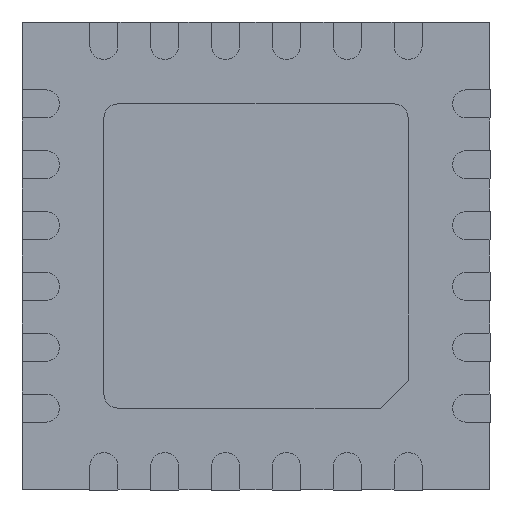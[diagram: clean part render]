
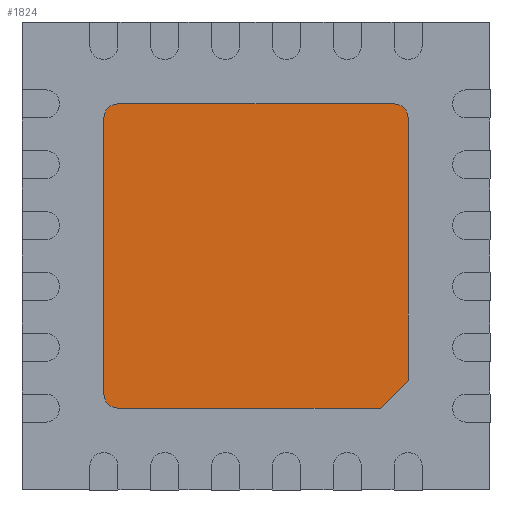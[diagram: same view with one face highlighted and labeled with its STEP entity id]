
A CAD part, front view. The second image highlights one B-rep face of the part: STEP entity #1824.
In plain terms, the highlighted planar face has unit normal (0, -1, 0).
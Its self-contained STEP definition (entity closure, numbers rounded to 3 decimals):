
#7 = FACE_OUTER_BOUND ( 'NONE', #7010, .T. ) ;
#15 = AXIS2_PLACEMENT_3D ( 'NONE', #2081, #6513, #3352 ) ;
#35 = VERTEX_POINT ( 'NONE', #1215 ) ;
#44 = VECTOR ( 'NONE', #5535, 1000. ) ;
#494 = CARTESIAN_POINT ( 'NONE',  ( -1.625, 0., -1.475 ) ) ;
#517 = CARTESIAN_POINT ( 'NONE',  ( 1.325, 0., -1.625 ) ) ;
#718 = CARTESIAN_POINT ( 'NONE',  ( -1.475, 0., 1.475 ) ) ;
#807 = EDGE_CURVE ( 'NONE', #3575, #1428, #3430, .T. ) ;
#822 = CARTESIAN_POINT ( 'NONE',  ( -1.625, 0., -1.475 ) ) ;
#853 = LINE ( 'NONE', #4131, #6213 ) ;
#893 = CARTESIAN_POINT ( 'NONE',  ( 1.625, 0., -1.325 ) ) ;
#1023 = VERTEX_POINT ( 'NONE', #822 ) ;
#1029 = LINE ( 'NONE', #494, #4778 ) ;
#1215 = CARTESIAN_POINT ( 'NONE',  ( -1.475, 0., 1.625 ) ) ;
#1268 = VERTEX_POINT ( 'NONE', #3618 ) ;
#1299 = DIRECTION ( 'NONE',  ( 1., 0., 0. ) ) ;
#1428 = VERTEX_POINT ( 'NONE', #517 ) ;
#1544 = ORIENTED_EDGE ( 'NONE', *, *, #2685, .F. ) ;
#1561 = CARTESIAN_POINT ( 'NONE',  ( 1.625, 0., 1.475 ) ) ;
#1605 = AXIS2_PLACEMENT_3D ( 'NONE', #4450, #4994, #6525 ) ;
#1650 = VERTEX_POINT ( 'NONE', #3574 ) ;
#1824 = ADVANCED_FACE ( 'NONE', ( #7 ), #6673, .F. ) ;
#1867 = AXIS2_PLACEMENT_3D ( 'NONE', #718, #2929, #5026 ) ;
#2005 = ORIENTED_EDGE ( 'NONE', *, *, #4606, .F. ) ;
#2073 = ORIENTED_EDGE ( 'NONE', *, *, #6265, .T. ) ;
#2081 = CARTESIAN_POINT ( 'NONE',  ( 1.475, 0., 1.475 ) ) ;
#2093 = EDGE_CURVE ( 'NONE', #1268, #6266, #3711, .T. ) ;
#2583 = EDGE_CURVE ( 'NONE', #1428, #1268, #853, .T. ) ;
#2685 = EDGE_CURVE ( 'NONE', #3575, #1023, #3109, .T. ) ;
#2701 = CARTESIAN_POINT ( 'NONE',  ( 1.475, 0., 1.625 ) ) ;
#2929 = DIRECTION ( 'NONE',  ( 0., 1., 0. ) ) ;
#3109 = CIRCLE ( 'NONE', #7128, 0.15 ) ;
#3126 = CIRCLE ( 'NONE', #15, 0.15 ) ;
#3199 = DIRECTION ( 'NONE',  ( 0., 0., -1. ) ) ;
#3352 = DIRECTION ( 'NONE',  ( 0., 0., -1. ) ) ;
#3402 = ORIENTED_EDGE ( 'NONE', *, *, #5369, .T. ) ;
#3430 = LINE ( 'NONE', #3972, #6865 ) ;
#3574 = CARTESIAN_POINT ( 'NONE',  ( -1.625, 0., 1.475 ) ) ;
#3575 = VERTEX_POINT ( 'NONE', #3999 ) ;
#3593 = CIRCLE ( 'NONE', #1867, 0.15 ) ;
#3618 = CARTESIAN_POINT ( 'NONE',  ( 1.625, 0., -1.325 ) ) ;
#3711 = LINE ( 'NONE', #893, #3914 ) ;
#3836 = EDGE_CURVE ( 'NONE', #5494, #6266, #3126, .T. ) ;
#3914 = VECTOR ( 'NONE', #4689, 1000. ) ;
#3972 = CARTESIAN_POINT ( 'NONE',  ( -1.475, 0., -1.625 ) ) ;
#3999 = CARTESIAN_POINT ( 'NONE',  ( -1.475, 0., -1.625 ) ) ;
#4131 = CARTESIAN_POINT ( 'NONE',  ( 1.325, 0., -1.625 ) ) ;
#4450 = CARTESIAN_POINT ( 'NONE',  ( 1.475, 0., 1.475 ) ) ;
#4606 = EDGE_CURVE ( 'NONE', #1650, #35, #3593, .T. ) ;
#4689 = DIRECTION ( 'NONE',  ( 0., 0., 1. ) ) ;
#4778 = VECTOR ( 'NONE', #3199, 1000. ) ;
#4826 = DIRECTION ( 'NONE',  ( 0., 1., 0. ) ) ;
#4848 = LINE ( 'NONE', #7100, #44 ) ;
#4886 = ORIENTED_EDGE ( 'NONE', *, *, #2583, .T. ) ;
#4902 = CARTESIAN_POINT ( 'NONE',  ( -1.475, 0., -1.475 ) ) ;
#4994 = DIRECTION ( 'NONE',  ( 0., 1., 0. ) ) ;
#5026 = DIRECTION ( 'NONE',  ( 0., 0., -1. ) ) ;
#5293 = DIRECTION ( 'NONE',  ( 0.707, 0., 0.707 ) ) ;
#5369 = EDGE_CURVE ( 'NONE', #1650, #1023, #1029, .T. ) ;
#5479 = DIRECTION ( 'NONE',  ( 0., 0., -1. ) ) ;
#5494 = VERTEX_POINT ( 'NONE', #2701 ) ;
#5535 = DIRECTION ( 'NONE',  ( -1., 0., 0. ) ) ;
#5855 = ORIENTED_EDGE ( 'NONE', *, *, #3836, .F. ) ;
#6213 = VECTOR ( 'NONE', #5293, 1000. ) ;
#6265 = EDGE_CURVE ( 'NONE', #5494, #35, #4848, .T. ) ;
#6266 = VERTEX_POINT ( 'NONE', #1561 ) ;
#6279 = ORIENTED_EDGE ( 'NONE', *, *, #2093, .T. ) ;
#6513 = DIRECTION ( 'NONE',  ( 0., 1., 0. ) ) ;
#6525 = DIRECTION ( 'NONE',  ( 0., 0., 1. ) ) ;
#6673 = PLANE ( 'NONE',  #1605 ) ;
#6750 = ORIENTED_EDGE ( 'NONE', *, *, #807, .T. ) ;
#6865 = VECTOR ( 'NONE', #1299, 1000. ) ;
#7010 = EDGE_LOOP ( 'NONE', ( #4886, #6279, #5855, #2073, #2005, #3402, #1544, #6750 ) ) ;
#7100 = CARTESIAN_POINT ( 'NONE',  ( -1.475, 0., 1.625 ) ) ;
#7128 = AXIS2_PLACEMENT_3D ( 'NONE', #4902, #4826, #5479 ) ;
